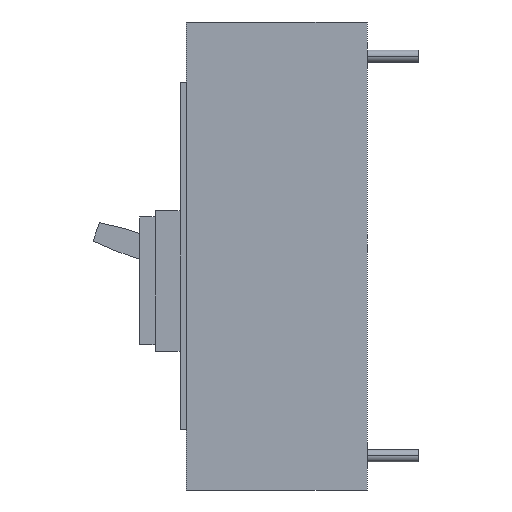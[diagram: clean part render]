
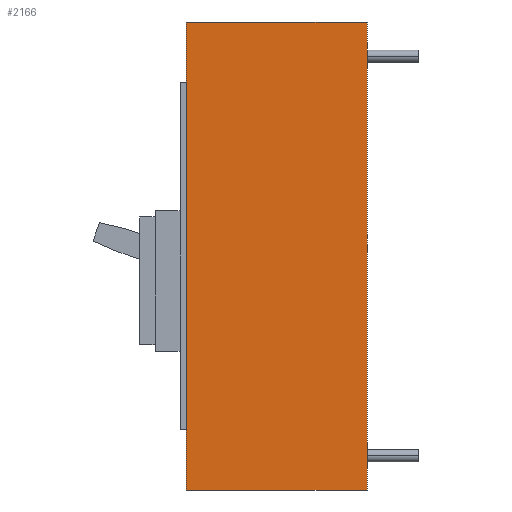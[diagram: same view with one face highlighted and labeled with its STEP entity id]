
A CAD part, left-side view. The second image highlights one B-rep face of the part: STEP entity #2166.
In plain terms, the highlighted planar face has unit normal (-1, 0, 0).
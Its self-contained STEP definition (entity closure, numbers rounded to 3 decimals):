
#639=AXIS2_PLACEMENT_3D('Plane Axis2P3D',#636,#637,#638) ;
#636=CARTESIAN_POINT('Axis2P3D Location',(-52.5,0.,0.)) ;
#2132=CARTESIAN_POINT('Line Origine',(-52.5,29.,-75.)) ;
#2136=CARTESIAN_POINT('Vertex',(-52.5,0.,-75.)) ;
#2138=CARTESIAN_POINT('Vertex',(-52.5,58.,-75.)) ;
#2141=CARTESIAN_POINT('Line Origine',(-52.5,0.,0.)) ;
#2145=CARTESIAN_POINT('Vertex',(-52.5,0.,75.)) ;
#2148=CARTESIAN_POINT('Line Origine',(-52.5,29.,75.)) ;
#2152=CARTESIAN_POINT('Vertex',(-52.5,58.,75.)) ;
#2155=CARTESIAN_POINT('Line Origine',(-52.5,58.,0.)) ;
#637=DIRECTION('Axis2P3D Direction',(1.,0.,0.)) ;
#638=DIRECTION('Axis2P3D XDirection',(0.,1.,0.)) ;
#2133=DIRECTION('Vector Direction',(0.,1.,0.)) ;
#2142=DIRECTION('Vector Direction',(0.,0.,1.)) ;
#2149=DIRECTION('Vector Direction',(0.,1.,0.)) ;
#2156=DIRECTION('Vector Direction',(0.,0.,-1.)) ;
#2134=VECTOR('Line Direction',#2133,1.) ;
#2143=VECTOR('Line Direction',#2142,1.) ;
#2150=VECTOR('Line Direction',#2149,1.) ;
#2157=VECTOR('Line Direction',#2156,1.) ;
#2161=ORIENTED_EDGE('',*,*,#2140,.F.) ;
#2162=ORIENTED_EDGE('',*,*,#2147,.F.) ;
#2163=ORIENTED_EDGE('',*,*,#2154,.F.) ;
#2164=ORIENTED_EDGE('',*,*,#2159,.F.) ;
#2166=ADVANCED_FACE('Interruttore base',(#2165),#640,.F.) ;
#2140=EDGE_CURVE('',#2137,#2139,#2135,.T.) ;
#2147=EDGE_CURVE('',#2146,#2137,#2144,.F.) ;
#2154=EDGE_CURVE('',#2153,#2146,#2151,.F.) ;
#2159=EDGE_CURVE('',#2139,#2153,#2158,.F.) ;
#2160=EDGE_LOOP('',(#2161,#2162,#2163,#2164)) ;
#2165=FACE_OUTER_BOUND('',#2160,.T.) ;
#2135=LINE('Line',#2132,#2134) ;
#2144=LINE('Line',#2141,#2143) ;
#2151=LINE('Line',#2148,#2150) ;
#2158=LINE('Line',#2155,#2157) ;
#640=PLANE('',#639) ;
#2137=VERTEX_POINT('',#2136) ;
#2139=VERTEX_POINT('',#2138) ;
#2146=VERTEX_POINT('',#2145) ;
#2153=VERTEX_POINT('',#2152) ;
